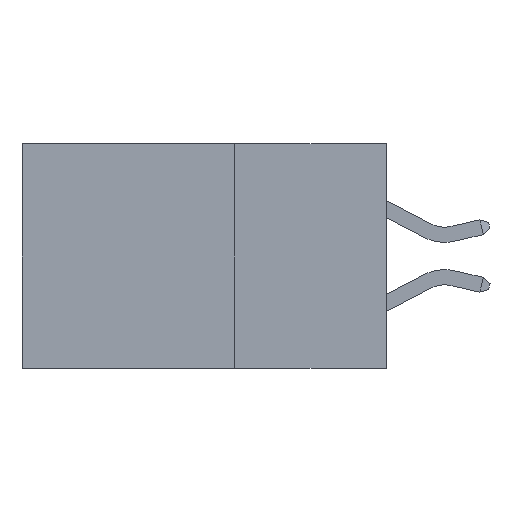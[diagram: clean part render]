
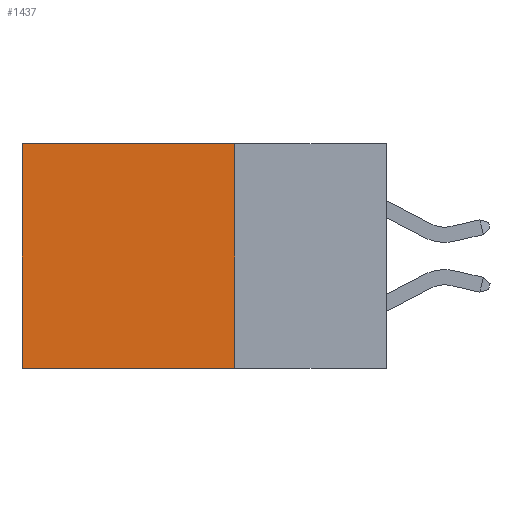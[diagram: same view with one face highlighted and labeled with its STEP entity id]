
A CAD part, left-side view. The second image highlights one B-rep face of the part: STEP entity #1437.
In plain terms, the highlighted planar face has unit normal (-1, 0, 0).
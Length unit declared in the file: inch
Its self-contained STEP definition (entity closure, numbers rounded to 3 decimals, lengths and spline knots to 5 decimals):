
#152 = EDGE_CURVE ( 'NONE', #15225, #1296, #11646, .T. ) ;
#201 = LINE ( 'NONE', #8940, #10959 ) ;
#818 = PLANE ( 'NONE',  #8562 ) ;
#849 = EDGE_CURVE ( 'NONE', #15225, #5547, #201, .T. ) ;
#1296 = VERTEX_POINT ( 'NONE', #14612 ) ;
#1437 = ADVANCED_FACE ( 'NONE', ( #5028 ), #818, .F. ) ;
#1946 = DIRECTION ( 'NONE',  ( 0., 1., 0. ) ) ;
#2566 = DIRECTION ( 'NONE',  ( 1., 0., 0. ) ) ;
#2587 = CARTESIAN_POINT ( 'NONE',  ( 0.2615, 0.25, -0.37 ) ) ;
#3271 = EDGE_LOOP ( 'NONE', ( #4513, #6194, #8668, #8256 ) ) ;
#4513 = ORIENTED_EDGE ( 'NONE', *, *, #8151, .T. ) ;
#5028 = FACE_OUTER_BOUND ( 'NONE', #3271, .T. ) ;
#5547 = VERTEX_POINT ( 'NONE', #8855 ) ;
#5813 = DIRECTION ( 'NONE',  ( 0., 1., 0. ) ) ;
#6054 = LINE ( 'NONE', #12764, #9339 ) ;
#6194 = ORIENTED_EDGE ( 'NONE', *, *, #17875, .F. ) ;
#6687 = DIRECTION ( 'NONE',  ( 0., 0., -1. ) ) ;
#8151 = EDGE_CURVE ( 'NONE', #1296, #15809, #8239, .T. ) ;
#8239 = LINE ( 'NONE', #8810, #15191 ) ;
#8256 = ORIENTED_EDGE ( 'NONE', *, *, #152, .T. ) ;
#8562 = AXIS2_PLACEMENT_3D ( 'NONE', #2587, #2566, #12580 ) ;
#8574 = CARTESIAN_POINT ( 'NONE',  ( 0.2615, 0.6, -0.37 ) ) ;
#8668 = ORIENTED_EDGE ( 'NONE', *, *, #849, .F. ) ;
#8810 = CARTESIAN_POINT ( 'NONE',  ( 0.2615, 0.6, -0.37 ) ) ;
#8855 = CARTESIAN_POINT ( 'NONE',  ( 0.2615, 0.25, -0.37 ) ) ;
#8940 = CARTESIAN_POINT ( 'NONE',  ( 0.2615, 0.25, -0.37 ) ) ;
#9339 = VECTOR ( 'NONE', #5813, 39.37008 ) ;
#10226 = DIRECTION ( 'NONE',  ( 0., 0., -1. ) ) ;
#10959 = VECTOR ( 'NONE', #6687, 39.37008 ) ;
#11646 = LINE ( 'NONE', #14393, #14869 ) ;
#12580 = DIRECTION ( 'NONE',  ( 0., 0., -1. ) ) ;
#12764 = CARTESIAN_POINT ( 'NONE',  ( 0.2615, 0.25, -0.37 ) ) ;
#12782 = CARTESIAN_POINT ( 'NONE',  ( 0.2615, 0.25, 0. ) ) ;
#14393 = CARTESIAN_POINT ( 'NONE',  ( 0.2615, 0.25, 0. ) ) ;
#14612 = CARTESIAN_POINT ( 'NONE',  ( 0.2615, 0.6, 0. ) ) ;
#14869 = VECTOR ( 'NONE', #1946, 39.37008 ) ;
#15191 = VECTOR ( 'NONE', #10226, 39.37008 ) ;
#15225 = VERTEX_POINT ( 'NONE', #12782 ) ;
#15809 = VERTEX_POINT ( 'NONE', #8574 ) ;
#17875 = EDGE_CURVE ( 'NONE', #5547, #15809, #6054, .T. ) ;
